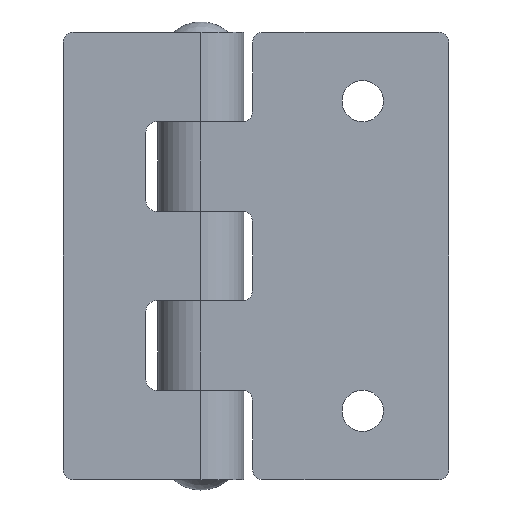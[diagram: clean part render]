
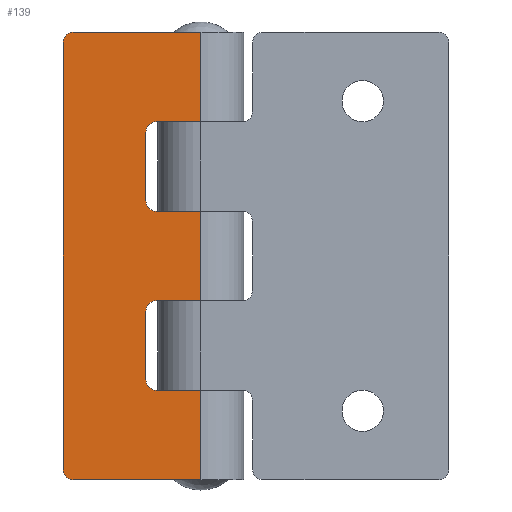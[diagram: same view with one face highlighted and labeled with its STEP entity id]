
A CAD part, front view. The second image highlights one B-rep face of the part: STEP entity #139.
In plain terms, the highlighted planar face has unit normal (0, -1, 0).
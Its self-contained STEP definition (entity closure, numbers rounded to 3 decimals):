
#123 = EDGE_CURVE ( 'NONE', #2814, #124, #951, .T. ) ;
#124 = VERTEX_POINT ( 'NONE', #943 ) ;
#125 = VERTEX_POINT ( 'NONE', #942 ) ;
#131 = EDGE_CURVE ( 'NONE', #132, #133, #994, .T. ) ;
#132 = VERTEX_POINT ( 'NONE', #990 ) ;
#133 = VERTEX_POINT ( 'NONE', #989 ) ;
#139 = ADVANCED_FACE ( 'NONE', ( #980 ), #979, .F. ) ;
#140 = EDGE_LOOP ( 'NONE', ( #203, #204, #206, #207, #209, #210, #211, #190, #192, #195, #198, #200, #201, #177, #180, #183, #186, #188 ) ) ;
#176 = VERTEX_POINT ( 'NONE', #1039 ) ;
#177 = ORIENTED_EDGE ( 'NONE', *, *, #178, .T. ) ;
#178 = EDGE_CURVE ( 'NONE', #176, #179, #1038, .T. ) ;
#179 = VERTEX_POINT ( 'NONE', #1033 ) ;
#180 = ORIENTED_EDGE ( 'NONE', *, *, #181, .T. ) ;
#181 = EDGE_CURVE ( 'NONE', #179, #182, #1032, .T. ) ;
#182 = VERTEX_POINT ( 'NONE', #1028 ) ;
#183 = ORIENTED_EDGE ( 'NONE', *, *, #184, .T. ) ;
#184 = EDGE_CURVE ( 'NONE', #182, #185, #1089, .T. ) ;
#185 = VERTEX_POINT ( 'NONE', #1084 ) ;
#186 = ORIENTED_EDGE ( 'NONE', *, *, #187, .T. ) ;
#187 = EDGE_CURVE ( 'NONE', #185, #2713, #1083, .T. ) ;
#188 = ORIENTED_EDGE ( 'NONE', *, *, #2716, .F. ) ;
#190 = ORIENTED_EDGE ( 'NONE', *, *, #191, .T. ) ;
#191 = EDGE_CURVE ( 'NONE', #124, #125, #1072, .T. ) ;
#192 = ORIENTED_EDGE ( 'NONE', *, *, #193, .T. ) ;
#193 = EDGE_CURVE ( 'NONE', #125, #194, #1068, .T. ) ;
#194 = VERTEX_POINT ( 'NONE', #1064 ) ;
#195 = ORIENTED_EDGE ( 'NONE', *, *, #196, .T. ) ;
#196 = EDGE_CURVE ( 'NONE', #194, #197, #1063, .T. ) ;
#197 = VERTEX_POINT ( 'NONE', #1120 ) ;
#198 = ORIENTED_EDGE ( 'NONE', *, *, #199, .T. ) ;
#199 = EDGE_CURVE ( 'NONE', #197, #2800, #1119, .T. ) ;
#200 = ORIENTED_EDGE ( 'NONE', *, *, #2805, .F. ) ;
#201 = ORIENTED_EDGE ( 'NONE', *, *, #202, .T. ) ;
#202 = EDGE_CURVE ( 'NONE', #2810, #176, #1115, .T. ) ;
#203 = ORIENTED_EDGE ( 'NONE', *, *, #2692, .F. ) ;
#204 = ORIENTED_EDGE ( 'NONE', *, *, #205, .T. ) ;
#205 = EDGE_CURVE ( 'NONE', #2693, #132, #1111, .T. ) ;
#206 = ORIENTED_EDGE ( 'NONE', *, *, #131, .T. ) ;
#207 = ORIENTED_EDGE ( 'NONE', *, *, #208, .T. ) ;
#208 = EDGE_CURVE ( 'NONE', #133, #2706, #1106, .T. ) ;
#209 = ORIENTED_EDGE ( 'NONE', *, *, #2709, .T. ) ;
#210 = ORIENTED_EDGE ( 'NONE', *, *, #2813, .F. ) ;
#211 = ORIENTED_EDGE ( 'NONE', *, *, #123, .T. ) ;
#942 = CARTESIAN_POINT ( 'NONE',  ( -8., -6.25, -18. ) ) ;
#943 = CARTESIAN_POINT ( 'NONE',  ( -6.5, -6.25, -19.5 ) ) ;
#944 = DIRECTION ( 'NONE',  ( -1., 0., 0. ) ) ;
#945 = VECTOR ( 'NONE', #944, 1000. ) ;
#946 = CARTESIAN_POINT ( 'NONE',  ( 0., -6.25, -19.5 ) ) ;
#951 = LINE ( 'NONE', #946, #945 ) ;
#975 = DIRECTION ( 'NONE',  ( -1., 0., 0. ) ) ;
#976 = DIRECTION ( 'NONE',  ( 0., 1., 0. ) ) ;
#977 = CARTESIAN_POINT ( 'NONE',  ( 0., -6.25, 32.5 ) ) ;
#978 = AXIS2_PLACEMENT_3D ( 'NONE', #977, #976, #975 ) ;
#979 = PLANE ( 'NONE',  #978 ) ;
#980 = FACE_OUTER_BOUND ( 'NONE', #140, .T. ) ;
#989 = CARTESIAN_POINT ( 'NONE',  ( -20., -6.25, -31. ) ) ;
#990 = CARTESIAN_POINT ( 'NONE',  ( -20., -6.25, 31. ) ) ;
#991 = DIRECTION ( 'NONE',  ( 0., 0., -1. ) ) ;
#992 = VECTOR ( 'NONE', #991, 1000. ) ;
#993 = CARTESIAN_POINT ( 'NONE',  ( -20., -6.25, 32.5 ) ) ;
#994 = LINE ( 'NONE', #993, #992 ) ;
#1028 = CARTESIAN_POINT ( 'NONE',  ( -8., -6.25, 18. ) ) ;
#1029 = DIRECTION ( 'NONE',  ( 0., 0., 1. ) ) ;
#1030 = VECTOR ( 'NONE', #1029, 1000. ) ;
#1031 = CARTESIAN_POINT ( 'NONE',  ( -8., -6.25, 32.5 ) ) ;
#1032 = LINE ( 'NONE', #1031, #1030 ) ;
#1033 = CARTESIAN_POINT ( 'NONE',  ( -8., -6.25, 8. ) ) ;
#1034 = DIRECTION ( 'NONE',  ( -1., 0., 0. ) ) ;
#1035 = DIRECTION ( 'NONE',  ( 0., 1., 0. ) ) ;
#1036 = CARTESIAN_POINT ( 'NONE',  ( -6.5, -6.25, 8. ) ) ;
#1037 = AXIS2_PLACEMENT_3D ( 'NONE', #1036, #1035, #1034 ) ;
#1038 = CIRCLE ( 'NONE', #1037, 1.5 ) ;
#1039 = CARTESIAN_POINT ( 'NONE',  ( -6.5, -6.25, 6.5 ) ) ;
#1059 = DIRECTION ( 'NONE',  ( -1., 0., 0. ) ) ;
#1060 = DIRECTION ( 'NONE',  ( 0., 1., 0. ) ) ;
#1061 = CARTESIAN_POINT ( 'NONE',  ( -6.5, -6.25, -8. ) ) ;
#1062 = AXIS2_PLACEMENT_3D ( 'NONE', #1061, #1060, #1059 ) ;
#1063 = CIRCLE ( 'NONE', #1062, 1.5 ) ;
#1064 = CARTESIAN_POINT ( 'NONE',  ( -8., -6.25, -8. ) ) ;
#1065 = DIRECTION ( 'NONE',  ( 0., 0., 1. ) ) ;
#1066 = VECTOR ( 'NONE', #1065, 1000. ) ;
#1067 = CARTESIAN_POINT ( 'NONE',  ( -8., -6.25, 32.5 ) ) ;
#1068 = LINE ( 'NONE', #1067, #1066 ) ;
#1069 = DIRECTION ( 'NONE',  ( -1., 0., 0. ) ) ;
#1070 = DIRECTION ( 'NONE',  ( 0., 1., 0. ) ) ;
#1071 = AXIS2_PLACEMENT_3D ( 'NONE', #1078, #1070, #1069 ) ;
#1072 = CIRCLE ( 'NONE', #1071, 1.5 ) ;
#1078 = CARTESIAN_POINT ( 'NONE',  ( -6.5, -6.25, -18. ) ) ;
#1080 = DIRECTION ( 'NONE',  ( 1., 0., 0. ) ) ;
#1081 = VECTOR ( 'NONE', #1080, 1000. ) ;
#1082 = CARTESIAN_POINT ( 'NONE',  ( 0., -6.25, 19.5 ) ) ;
#1083 = LINE ( 'NONE', #1082, #1081 ) ;
#1084 = CARTESIAN_POINT ( 'NONE',  ( -6.5, -6.25, 19.5 ) ) ;
#1085 = DIRECTION ( 'NONE',  ( -1., 0., 0. ) ) ;
#1086 = DIRECTION ( 'NONE',  ( 0., 1., 0. ) ) ;
#1087 = CARTESIAN_POINT ( 'NONE',  ( -6.5, -6.25, 18. ) ) ;
#1088 = AXIS2_PLACEMENT_3D ( 'NONE', #1087, #1086, #1085 ) ;
#1089 = CIRCLE ( 'NONE', #1088, 1.5 ) ;
#1102 = DIRECTION ( 'NONE',  ( -1., 0., 0. ) ) ;
#1103 = DIRECTION ( 'NONE',  ( 0., -1., 0. ) ) ;
#1104 = CARTESIAN_POINT ( 'NONE',  ( -18.5, -6.25, -31. ) ) ;
#1105 = AXIS2_PLACEMENT_3D ( 'NONE', #1104, #1103, #1102 ) ;
#1106 = CIRCLE ( 'NONE', #1105, 1.5 ) ;
#1107 = DIRECTION ( 'NONE',  ( -1., 0., 0. ) ) ;
#1108 = DIRECTION ( 'NONE',  ( 0., -1., 0. ) ) ;
#1109 = CARTESIAN_POINT ( 'NONE',  ( -18.5, -6.25, 31. ) ) ;
#1110 = AXIS2_PLACEMENT_3D ( 'NONE', #1109, #1108, #1107 ) ;
#1111 = CIRCLE ( 'NONE', #1110, 1.5 ) ;
#1112 = DIRECTION ( 'NONE',  ( -1., 0., 0. ) ) ;
#1113 = VECTOR ( 'NONE', #1112, 1000. ) ;
#1114 = CARTESIAN_POINT ( 'NONE',  ( 0., -6.25, 6.5 ) ) ;
#1115 = LINE ( 'NONE', #1114, #1113 ) ;
#1116 = DIRECTION ( 'NONE',  ( 1., 0., 0. ) ) ;
#1117 = VECTOR ( 'NONE', #1116, 1000. ) ;
#1118 = CARTESIAN_POINT ( 'NONE',  ( 0., -6.25, -6.5 ) ) ;
#1119 = LINE ( 'NONE', #1118, #1117 ) ;
#1120 = CARTESIAN_POINT ( 'NONE',  ( -6.5, -6.25, -6.5 ) ) ;
#1953 = LINE ( 'NONE', #1959, #2017 ) ;
#1959 = CARTESIAN_POINT ( 'NONE',  ( 0., -6.25, 32.5 ) ) ;
#1960 = CARTESIAN_POINT ( 'NONE',  ( 0., -6.25, 32.5 ) ) ;
#1996 = DIRECTION ( 'NONE',  ( 1., 0., 0. ) ) ;
#1997 = VECTOR ( 'NONE', #1996, 1000. ) ;
#1998 = CARTESIAN_POINT ( 'NONE',  ( 0., -6.25, -32.5 ) ) ;
#1999 = LINE ( 'NONE', #1998, #1997 ) ;
#2000 = CARTESIAN_POINT ( 'NONE',  ( -18.5, -6.25, -32.5 ) ) ;
#2015 = CARTESIAN_POINT ( 'NONE',  ( -18.5, -6.25, 32.5 ) ) ;
#2016 = DIRECTION ( 'NONE',  ( 1., 0., 0. ) ) ;
#2017 = VECTOR ( 'NONE', #2016, 1000. ) ;
#2037 = DIRECTION ( 'NONE',  ( 0., 0., -1. ) ) ;
#2038 = VECTOR ( 'NONE', #2037, 1000. ) ;
#2039 = CARTESIAN_POINT ( 'NONE',  ( 0., -6.25, 32.5 ) ) ;
#2040 = LINE ( 'NONE', #2039, #2038 ) ;
#2046 = CARTESIAN_POINT ( 'NONE',  ( 0., -6.25, 19.5 ) ) ;
#2145 = LINE ( 'NONE', #2202, #2201 ) ;
#2146 = CARTESIAN_POINT ( 'NONE',  ( 0., -6.25, -6.5 ) ) ;
#2182 = CARTESIAN_POINT ( 'NONE',  ( 0., -6.25, -19.5 ) ) ;
#2183 = DIRECTION ( 'NONE',  ( 0., 0., -1. ) ) ;
#2184 = VECTOR ( 'NONE', #2183, 1000. ) ;
#2185 = CARTESIAN_POINT ( 'NONE',  ( 0., -6.25, 32.5 ) ) ;
#2186 = LINE ( 'NONE', #2185, #2184 ) ;
#2187 = CARTESIAN_POINT ( 'NONE',  ( 0., -6.25, -32.5 ) ) ;
#2188 = CARTESIAN_POINT ( 'NONE',  ( 0., -6.25, 6.5 ) ) ;
#2200 = DIRECTION ( 'NONE',  ( 0., 0., -1. ) ) ;
#2201 = VECTOR ( 'NONE', #2200, 1000. ) ;
#2202 = CARTESIAN_POINT ( 'NONE',  ( 0., -6.25, 32.5 ) ) ;
#2688 = VERTEX_POINT ( 'NONE', #1960 ) ;
#2692 = EDGE_CURVE ( 'NONE', #2693, #2688, #1953, .T. ) ;
#2693 = VERTEX_POINT ( 'NONE', #2015 ) ;
#2706 = VERTEX_POINT ( 'NONE', #2000 ) ;
#2709 = EDGE_CURVE ( 'NONE', #2706, #2811, #1999, .T. ) ;
#2713 = VERTEX_POINT ( 'NONE', #2046 ) ;
#2716 = EDGE_CURVE ( 'NONE', #2688, #2713, #2040, .T. ) ;
#2800 = VERTEX_POINT ( 'NONE', #2146 ) ;
#2805 = EDGE_CURVE ( 'NONE', #2810, #2800, #2145, .T. ) ;
#2810 = VERTEX_POINT ( 'NONE', #2188 ) ;
#2811 = VERTEX_POINT ( 'NONE', #2187 ) ;
#2813 = EDGE_CURVE ( 'NONE', #2814, #2811, #2186, .T. ) ;
#2814 = VERTEX_POINT ( 'NONE', #2182 ) ;
